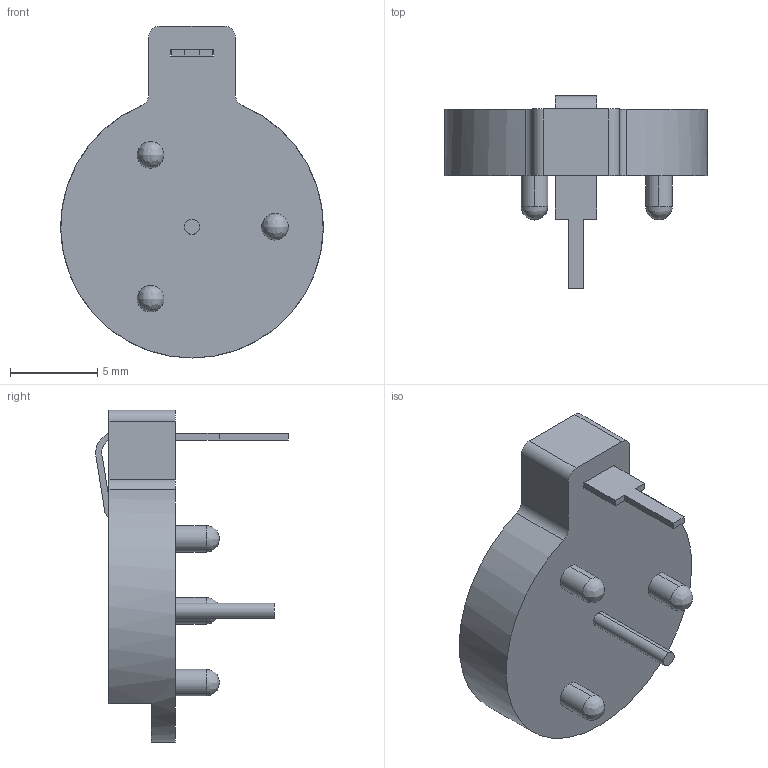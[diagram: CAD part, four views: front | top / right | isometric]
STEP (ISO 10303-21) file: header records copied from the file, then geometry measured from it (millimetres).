
FILE_DESCRIPTION (( 'STEP AP214' ), '1' );
FILE_NAME ('keystone-PN500.STEP', '2020-10-10T18:40:56', ( '' ), ( '' ), 'SwSTEP 2.0', 'SolidWorks 2019', '' );
FILE_SCHEMA (( 'AUTOMOTIVE_DESIGN' ));
Length unit declared in the file: inch
Products named in the file (1): keystone-PN500
Bounding box: 15.06 x 11.05 x 19.05 mm (x, y, z)
Volume: 476.6 mm3; surface area: 787.5 mm2
Topology: 1 solids, 1 shells, 77 faces, 219 edges, 141 vertices
Faces by surface type: plane 48, cylinder 24, bspline 3, cone 2
Entity records: 3092 total; most frequent: CARTESIAN_POINT 483, ORIENTED_EDGE 426, DIRECTION 419, EDGE_CURVE 213, VECTOR 153, LINE 153, VERTEX_POINT 141, AXIS2_PLACEMENT_3D 133
